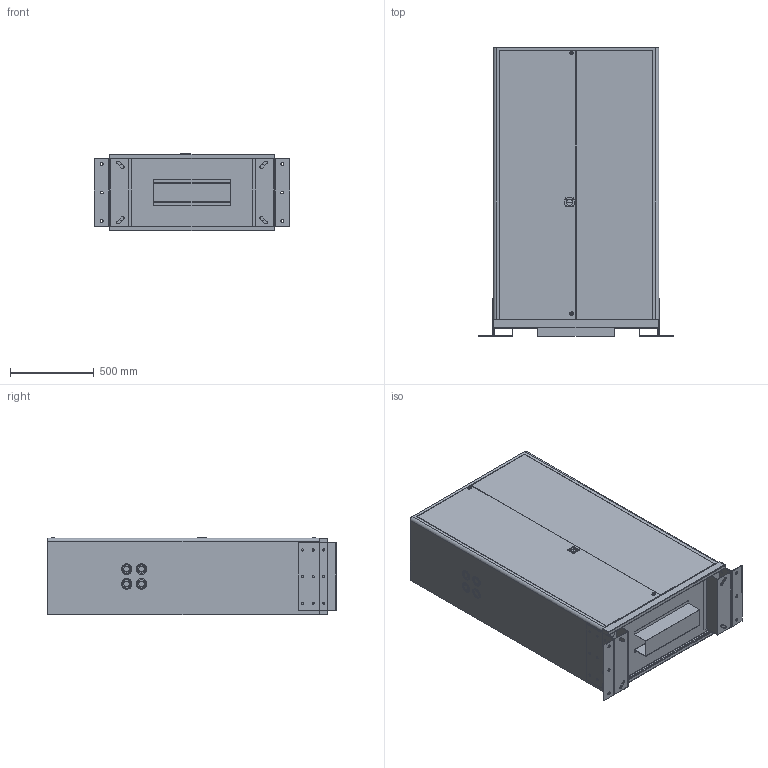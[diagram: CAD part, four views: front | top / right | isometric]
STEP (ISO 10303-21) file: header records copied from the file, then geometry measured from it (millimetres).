
FILE_DESCRIPTION (( 'STEP AP214' ), '1' );
FILE_NAME ('BattC-SV.STEP', '2025-09-12T20:50:48', ( '' ), ( '' ), 'SwSTEP 2.0', 'SolidWorks 2016', '' );
FILE_SCHEMA (( 'AUTOMOTIVE_DESIGN' ));
Length unit declared in the file: inch
Products named in the file (7): WR Pull Handle; WR Lock01; BattC-SV; 5088-057; Base39C; Battery39C Item 1; Battery39C
Assembly tree (8 placements, depth 3):
  BattC-SV
    Battery39C
      Base39C
      Battery39C Item 1
      WR Lock01  x2
      WR Pull Handle
    5088-057  x2
Bounding box: 1168.4 x 1727.2 x 463.59 mm (x, y, z)
Volume: 739792897 mm3; surface area: 8478639.8 mm2
Topology: 14 solids, 14 shells, 469 faces, 1052 edges, 674 vertices
Faces by surface type: cylinder 237, plane 222, bspline 6, cone 4
Entity records: 12227 total; most frequent: DIRECTION 2176, CARTESIAN_POINT 2149, ORIENTED_EDGE 1850, EDGE_CURVE 925, AXIS2_PLACEMENT_3D 837, VERTEX_POINT 592, EDGE_LOOP 523, LINE 502
